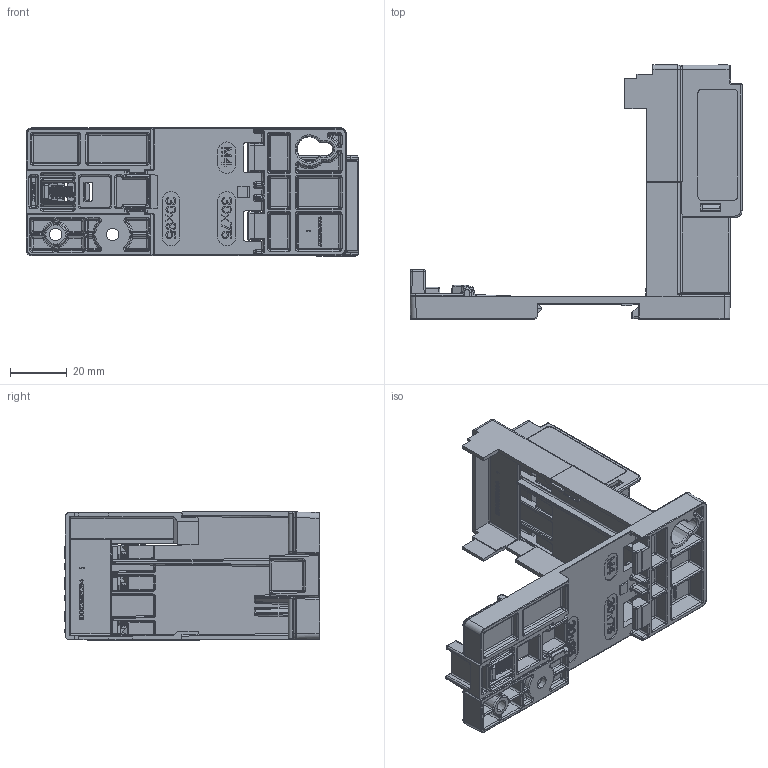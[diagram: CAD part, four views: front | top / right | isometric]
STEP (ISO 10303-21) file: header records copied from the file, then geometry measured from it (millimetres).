
FILE_DESCRIPTION((''),'2;1');
FILE_NAME('PROP-WRKS-1EPB_ASM','2019-10-21T20:12:07',('sclark'),('Rockwell Automation'),'CREO PARAMETRIC BY PTC INC, 2017380','CREO PARAMETRIC BY PTC INC, 2017380','');
FILE_SCHEMA(('CONFIG_CONTROL_DESIGN'));
Products named in the file (13): 10002359929; 10002359930; 40751-132; 40794-40026252; 40755-022; 40755-023; 10000410014; 10000410013; 10000410015_ASM; 40751-340_ASM; 10003994687; 10004760102; PROP-WRKS-1EPB_ASM
Assembly tree (14 placements, depth 4):
  PROP-WRKS-1EPB_ASM
    10002359929
    10002359930
    40751-132
    40794-40026252
    40751-340_ASM  x3
      40755-022
      40755-023
      10000410015_ASM
        10000410014
        10000410013
    10003994687
    10004760102
Bounding box: 116.5 x 89.55 x 44.95 mm (x, y, z)
Volume: 47594.7 mm3; surface area: 57424.7 mm2
Topology: 18 solids, 21 shells, 5043 faces, 12815 edges, 7966 vertices
Faces by surface type: plane 2656, cylinder 1125, bspline 428, cone 404, sphere 236, torus 110, extrusion 84
Entity records: 158462 total; most frequent: CARTESIAN_POINT 55918, ORIENTED_EDGE 22334, DIRECTION 19427, EDGE_CURVE 11173, VECTOR 7979, LINE 7899, VERTEX_POINT 6936, AXIS2_PLACEMENT_3D 5724
